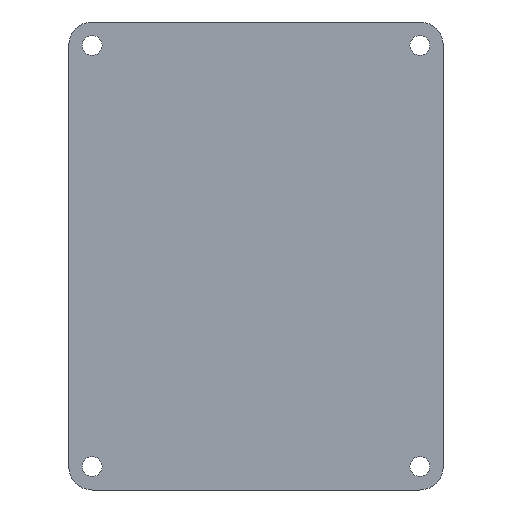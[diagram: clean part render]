
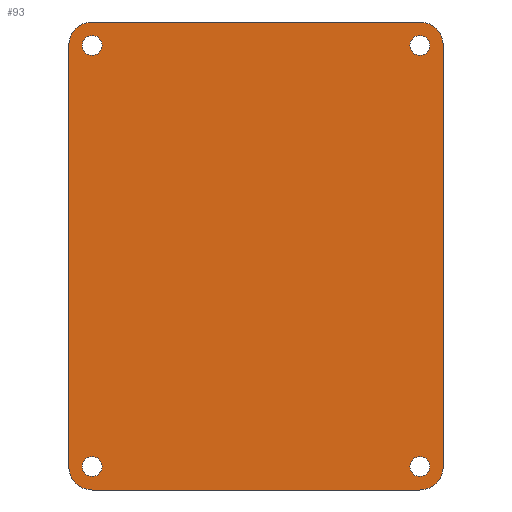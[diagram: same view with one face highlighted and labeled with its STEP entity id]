
A CAD part, front view. The second image highlights one B-rep face of the part: STEP entity #93.
In plain terms, the highlighted planar face has unit normal (0, -1, 0).
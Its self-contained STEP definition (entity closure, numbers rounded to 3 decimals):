
#1 = CARTESIAN_POINT ( 'NONE',  ( 80., 0., 90. ) ) ;
#7 = CARTESIAN_POINT ( 'NONE',  ( -70., 0., -94.25 ) ) ;
#8 = CARTESIAN_POINT ( 'NONE',  ( -70., 0., 100. ) ) ;
#9 = CARTESIAN_POINT ( 'NONE',  ( 80., 0., -90. ) ) ;
#16 = CARTESIAN_POINT ( 'NONE',  ( 70., 0., -94.25 ) ) ;
#18 = CARTESIAN_POINT ( 'NONE',  ( 70., 0., 85.75 ) ) ;
#19 = CARTESIAN_POINT ( 'NONE',  ( -70., 0., 100. ) ) ;
#21 = DIRECTION ( 'NONE',  ( 0., 0., -1. ) ) ;
#22 = DIRECTION ( 'NONE',  ( 0., -1., 0. ) ) ;
#23 = CARTESIAN_POINT ( 'NONE',  ( -70., 0., -85.75 ) ) ;
#24 = DIRECTION ( 'NONE',  ( 0., 0., -1. ) ) ;
#25 = CARTESIAN_POINT ( 'NONE',  ( 47.5, 0., -67.5 ) ) ;
#29 = CARTESIAN_POINT ( 'NONE',  ( 70., 0., 100. ) ) ;
#34 = CARTESIAN_POINT ( 'NONE',  ( -80., 0., -90. ) ) ;
#45 = CARTESIAN_POINT ( 'NONE',  ( -70., 0., 90. ) ) ;
#46 = PLANE ( 'NONE',  #611 ) ;
#51 = DIRECTION ( 'NONE',  ( 0., -1., 0. ) ) ;
#56 = DIRECTION ( 'NONE',  ( 0., 0., 1. ) ) ;
#57 = DIRECTION ( 'NONE',  ( 0., 0., -1. ) ) ;
#60 = DIRECTION ( 'NONE',  ( 0., -1., 0. ) ) ;
#64 = DIRECTION ( 'NONE',  ( 0., -1., 0. ) ) ;
#65 = CARTESIAN_POINT ( 'NONE',  ( -70., 0., -90. ) ) ;
#72 = DIRECTION ( 'NONE',  ( 0., 0., 1. ) ) ;
#73 = DIRECTION ( 'NONE',  ( 0., -1., 0. ) ) ;
#75 = CARTESIAN_POINT ( 'NONE',  ( 70., 0., 90. ) ) ;
#78 = DIRECTION ( 'NONE',  ( 0., 0., 1. ) ) ;
#79 = DIRECTION ( 'NONE',  ( 0., -1., 0. ) ) ;
#80 = CARTESIAN_POINT ( 'NONE',  ( 70., 0., -90. ) ) ;
#88 = DIRECTION ( 'NONE',  ( 0., 0., -1. ) ) ;
#89 = DIRECTION ( 'NONE',  ( 0., -1., 0. ) ) ;
#93 = ADVANCED_FACE ( 'NONE', ( #396, #392, #408, #394, #400 ), #46, .T. ) ;
#94 = DIRECTION ( 'NONE',  ( 0., 0., -1. ) ) ;
#97 = DIRECTION ( 'NONE',  ( 0., -1., 0. ) ) ;
#98 = CARTESIAN_POINT ( 'NONE',  ( -70., 0., -90. ) ) ;
#103 = VERTEX_POINT ( 'NONE', #29 ) ;
#104 = EDGE_LOOP ( 'NONE', ( #457, #116 ) ) ;
#105 = CARTESIAN_POINT ( 'NONE',  ( 70., 0., 90. ) ) ;
#107 = EDGE_LOOP ( 'NONE', ( #133, #556, #141, #142, #140, #137, #139, #134 ) ) ;
#108 = VERTEX_POINT ( 'NONE', #18 ) ;
#109 = VERTEX_POINT ( 'NONE', #19 ) ;
#116 = ORIENTED_EDGE ( 'NONE', *, *, #654, .F. ) ;
#119 = VERTEX_POINT ( 'NONE', #16 ) ;
#133 = ORIENTED_EDGE ( 'NONE', *, *, #359, .T. ) ;
#134 = ORIENTED_EDGE ( 'NONE', *, *, #168, .T. ) ;
#135 = VERTEX_POINT ( 'NONE', #1 ) ;
#136 = ORIENTED_EDGE ( 'NONE', *, *, #307, .F. ) ;
#137 = ORIENTED_EDGE ( 'NONE', *, *, #235, .T. ) ;
#138 = VERTEX_POINT ( 'NONE', #7 ) ;
#139 = ORIENTED_EDGE ( 'NONE', *, *, #482, .T. ) ;
#140 = ORIENTED_EDGE ( 'NONE', *, *, #451, .T. ) ;
#141 = ORIENTED_EDGE ( 'NONE', *, *, #248, .T. ) ;
#142 = ORIENTED_EDGE ( 'NONE', *, *, #437, .T. ) ;
#144 = DIRECTION ( 'NONE',  ( 0., -1., 0. ) ) ;
#145 = CARTESIAN_POINT ( 'NONE',  ( 70., 0., -90. ) ) ;
#146 = DIRECTION ( 'NONE',  ( 0., 0., -1. ) ) ;
#152 = VERTEX_POINT ( 'NONE', #637 ) ;
#154 = EDGE_LOOP ( 'NONE', ( #466, #465 ) ) ;
#168 = EDGE_CURVE ( 'NONE', #632, #135, #379, .T. ) ;
#203 = CIRCLE ( 'NONE', #427, 4.25 ) ;
#207 = CIRCLE ( 'NONE', #416, 4.25 ) ;
#210 = EDGE_CURVE ( 'NONE', #439, #138, #364, .T. ) ;
#214 = EDGE_LOOP ( 'NONE', ( #460, #458 ) ) ;
#219 = CARTESIAN_POINT ( 'NONE',  ( -80., 0., -90. ) ) ;
#228 = CARTESIAN_POINT ( 'NONE',  ( 70., 0., -85.75 ) ) ;
#235 = EDGE_CURVE ( 'NONE', #600, #642, #349, .T. ) ;
#241 = EDGE_CURVE ( 'NONE', #662, #108, #344, .T. ) ;
#247 = DIRECTION ( 'NONE',  ( 0., 0., 1. ) ) ;
#248 = EDGE_CURVE ( 'NONE', #109, #578, #338, .T. ) ;
#257 = DIRECTION ( 'NONE',  ( 0., -1., 0. ) ) ;
#270 = CIRCLE ( 'NONE', #551, 10. ) ;
#273 = CARTESIAN_POINT ( 'NONE',  ( -70., 0., 90. ) ) ;
#281 = CARTESIAN_POINT ( 'NONE',  ( 70., 0., 94.25 ) ) ;
#283 = EDGE_CURVE ( 'NONE', #103, #109, #335, .T. ) ;
#292 = CIRCLE ( 'NONE', #557, 10. ) ;
#299 = LINE ( 'NONE', #34, #312 ) ;
#306 = DIRECTION ( 'NONE',  ( 0., 0., 1. ) ) ;
#307 = EDGE_CURVE ( 'NONE', #108, #662, #332, .T. ) ;
#308 = DIRECTION ( 'NONE',  ( 0., -1., 0. ) ) ;
#310 = CARTESIAN_POINT ( 'NONE',  ( 70., 0., -90. ) ) ;
#312 = VECTOR ( 'NONE', #24, 1000. ) ;
#313 = CIRCLE ( 'NONE', #560, 10. ) ;
#315 = CIRCLE ( 'NONE', #562, 4.25 ) ;
#319 = EDGE_CURVE ( 'NONE', #567, #152, #322, .T. ) ;
#321 = CIRCLE ( 'NONE', #579, 4.25 ) ;
#322 = CIRCLE ( 'NONE', #583, 4.25 ) ;
#329 = VECTOR ( 'NONE', #456, 1000. ) ;
#332 = CIRCLE ( 'NONE', #595, 4.25 ) ;
#333 = EDGE_CURVE ( 'NONE', #138, #439, #321, .T. ) ;
#335 = LINE ( 'NONE', #8, #329 ) ;
#336 = DIRECTION ( 'NONE',  ( 0., 0., 1. ) ) ;
#338 = CIRCLE ( 'NONE', #612, 10. ) ;
#339 = DIRECTION ( 'NONE',  ( 0., -1., 0. ) ) ;
#342 = CARTESIAN_POINT ( 'NONE',  ( -70., 0., 90. ) ) ;
#344 = CIRCLE ( 'NONE', #606, 4.25 ) ;
#345 = EDGE_CURVE ( 'NONE', #119, #518, #315, .T. ) ;
#346 = DIRECTION ( 'NONE',  ( 1., 0., 0. ) ) ;
#347 = VECTOR ( 'NONE', #346, 1000. ) ;
#349 = LINE ( 'NONE', #374, #347 ) ;
#359 = EDGE_CURVE ( 'NONE', #135, #103, #313, .T. ) ;
#364 = CIRCLE ( 'NONE', #609, 4.25 ) ;
#365 = VECTOR ( 'NONE', #565, 1000. ) ;
#374 = CARTESIAN_POINT ( 'NONE',  ( -70., 0., -100. ) ) ;
#379 = LINE ( 'NONE', #9, #365 ) ;
#384 = CARTESIAN_POINT ( 'NONE',  ( 70., 0., -100. ) ) ;
#386 = CARTESIAN_POINT ( 'NONE',  ( 80., 0., -90. ) ) ;
#392 = FACE_BOUND ( 'NONE', #470, .T. ) ;
#394 = FACE_BOUND ( 'NONE', #214, .T. ) ;
#396 = FACE_OUTER_BOUND ( 'NONE', #107, .T. ) ;
#400 = FACE_BOUND ( 'NONE', #104, .T. ) ;
#401 = CARTESIAN_POINT ( 'NONE',  ( -80., 0., 90. ) ) ;
#402 = CARTESIAN_POINT ( 'NONE',  ( -70., 0., -100. ) ) ;
#408 = FACE_BOUND ( 'NONE', #154, .T. ) ;
#416 = AXIS2_PLACEMENT_3D ( 'NONE', #310, #308, #306 ) ;
#427 = AXIS2_PLACEMENT_3D ( 'NONE', #342, #339, #336 ) ;
#437 = EDGE_CURVE ( 'NONE', #578, #667, #299, .T. ) ;
#439 = VERTEX_POINT ( 'NONE', #23 ) ;
#451 = EDGE_CURVE ( 'NONE', #667, #600, #292, .T. ) ;
#456 = DIRECTION ( 'NONE',  ( -1., 0., 0. ) ) ;
#457 = ORIENTED_EDGE ( 'NONE', *, *, #345, .F. ) ;
#458 = ORIENTED_EDGE ( 'NONE', *, *, #210, .F. ) ;
#460 = ORIENTED_EDGE ( 'NONE', *, *, #333, .F. ) ;
#465 = ORIENTED_EDGE ( 'NONE', *, *, #648, .F. ) ;
#466 = ORIENTED_EDGE ( 'NONE', *, *, #319, .F. ) ;
#470 = EDGE_LOOP ( 'NONE', ( #136, #502 ) ) ;
#478 = CARTESIAN_POINT ( 'NONE',  ( -70., 0., 85.75 ) ) ;
#482 = EDGE_CURVE ( 'NONE', #642, #632, #270, .T. ) ;
#486 = DIRECTION ( 'NONE',  ( 0., 0., -1. ) ) ;
#488 = DIRECTION ( 'NONE',  ( 0., -1., 0. ) ) ;
#496 = CARTESIAN_POINT ( 'NONE',  ( 70., 0., 90. ) ) ;
#500 = DIRECTION ( 'NONE',  ( 0., 0., 1. ) ) ;
#502 = ORIENTED_EDGE ( 'NONE', *, *, #241, .F. ) ;
#518 = VERTEX_POINT ( 'NONE', #228 ) ;
#551 = AXIS2_PLACEMENT_3D ( 'NONE', #145, #144, #146 ) ;
#556 = ORIENTED_EDGE ( 'NONE', *, *, #283, .T. ) ;
#557 = AXIS2_PLACEMENT_3D ( 'NONE', #658, #51, #500 ) ;
#560 = AXIS2_PLACEMENT_3D ( 'NONE', #75, #73, #72 ) ;
#562 = AXIS2_PLACEMENT_3D ( 'NONE', #80, #79, #78 ) ;
#565 = DIRECTION ( 'NONE',  ( 0., 0., 1. ) ) ;
#567 = VERTEX_POINT ( 'NONE', #478 ) ;
#578 = VERTEX_POINT ( 'NONE', #401 ) ;
#579 = AXIS2_PLACEMENT_3D ( 'NONE', #98, #97, #94 ) ;
#583 = AXIS2_PLACEMENT_3D ( 'NONE', #273, #257, #247 ) ;
#595 = AXIS2_PLACEMENT_3D ( 'NONE', #496, #488, #486 ) ;
#600 = VERTEX_POINT ( 'NONE', #402 ) ;
#606 = AXIS2_PLACEMENT_3D ( 'NONE', #105, #89, #88 ) ;
#609 = AXIS2_PLACEMENT_3D ( 'NONE', #65, #64, #57 ) ;
#611 = AXIS2_PLACEMENT_3D ( 'NONE', #25, #22, #21 ) ;
#612 = AXIS2_PLACEMENT_3D ( 'NONE', #45, #60, #56 ) ;
#632 = VERTEX_POINT ( 'NONE', #386 ) ;
#637 = CARTESIAN_POINT ( 'NONE',  ( -70., 0., 94.25 ) ) ;
#642 = VERTEX_POINT ( 'NONE', #384 ) ;
#648 = EDGE_CURVE ( 'NONE', #152, #567, #203, .T. ) ;
#654 = EDGE_CURVE ( 'NONE', #518, #119, #207, .T. ) ;
#658 = CARTESIAN_POINT ( 'NONE',  ( -70., 0., -90. ) ) ;
#662 = VERTEX_POINT ( 'NONE', #281 ) ;
#667 = VERTEX_POINT ( 'NONE', #219 ) ;
